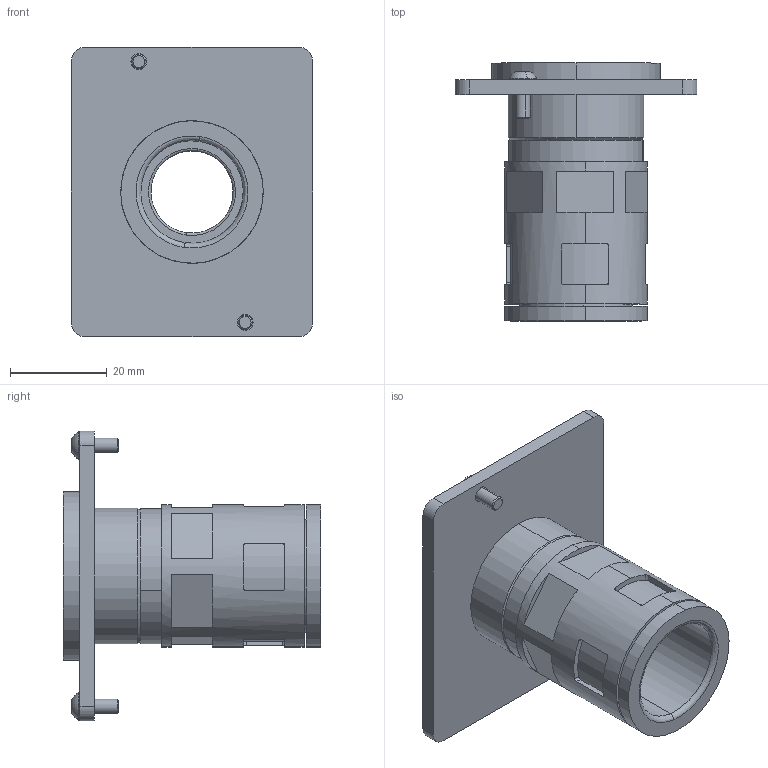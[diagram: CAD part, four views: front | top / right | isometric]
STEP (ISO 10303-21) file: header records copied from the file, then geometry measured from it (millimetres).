
FILE_DESCRIPTION (( 'STEP AP214' ), '1' );
FILE_NAME ('INGUN_109725.STEP', '2025-01-21T15:19:12', ( '' ), ( '' ), 'SwSTEP 2.0', 'SolidWorks 2023', '' );
FILE_SCHEMA (( 'AUTOMOTIVE_DESIGN' ));
Length unit declared in the file: millimetre
Products named in the file (5): 109667~4; ISO7380~n_M03,0x008; INGUN_109725; 11656~0; 19420~3
Assembly tree (5 placements, depth 2):
  INGUN_109725
    109667~4
    ISO7380~n_M03,0x008  x2
    19420~3
    11656~0
Bounding box: 50 x 53.4 x 60 mm (x, y, z)
Volume: 23753.3 mm3; surface area: 18937.1 mm2
Topology: 5 solids, 5 shells, 209 faces, 528 edges, 347 vertices
Faces by surface type: cylinder 126, plane 60, cone 11, bspline 8, torus 4
Entity records: 7509 total; most frequent: CARTESIAN_POINT 3129, ORIENTED_EDGE 914, DIRECTION 874, EDGE_CURVE 457, AXIS2_PLACEMENT_3D 347, VERTEX_POINT 301, EDGE_LOOP 206, FACE_OUTER_BOUND 180
